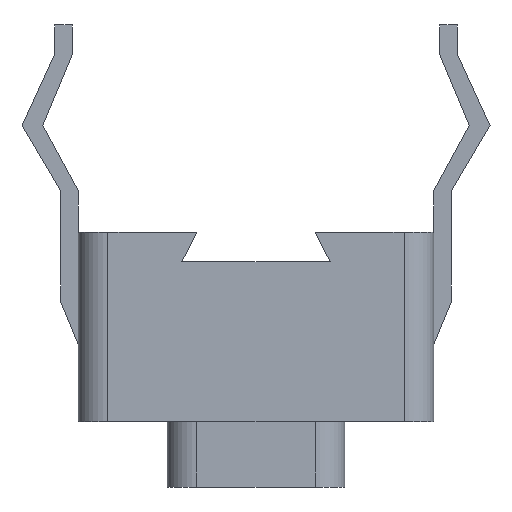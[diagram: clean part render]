
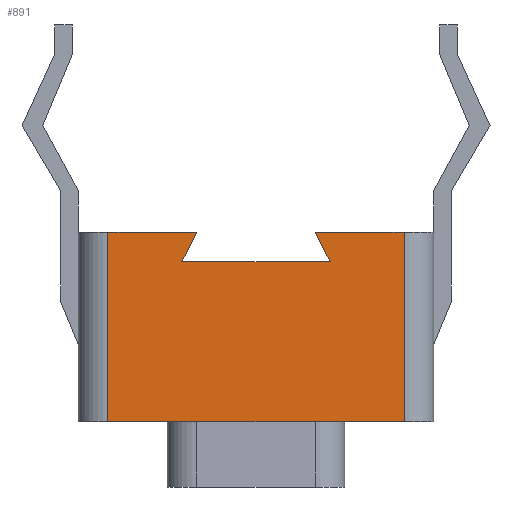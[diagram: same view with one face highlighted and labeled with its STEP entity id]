
A CAD part, front view. The second image highlights one B-rep face of the part: STEP entity #891.
In plain terms, the highlighted planar face has unit normal (0, -1, 0).
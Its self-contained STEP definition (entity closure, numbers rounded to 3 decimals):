
#28 = CARTESIAN_POINT ( 'NONE',  ( 0., -1.74, 0. ) ) ;
#41 = FACE_OUTER_BOUND ( 'NONE', #1746, .T. ) ;
#65 = CARTESIAN_POINT ( 'NONE',  ( 1.25, -1.74, 1.1 ) ) ;
#111 = VERTEX_POINT ( 'NONE', #1148 ) ;
#132 = EDGE_CURVE ( 'NONE', #670, #484, #2137, .T. ) ;
#137 = LINE ( 'NONE', #719, #535 ) ;
#224 = CARTESIAN_POINT ( 'NONE',  ( -2.5, -1.74, -1.6 ) ) ;
#293 = EDGE_CURVE ( 'NONE', #426, #484, #1911, .T. ) ;
#295 = CARTESIAN_POINT ( 'NONE',  ( -1.44, -1.74, 0.72 ) ) ;
#317 = VECTOR ( 'NONE', #743, 1000. ) ;
#328 = DIRECTION ( 'NONE',  ( 1., 0., 0. ) ) ;
#354 = ORIENTED_EDGE ( 'NONE', *, *, #738, .F. ) ;
#360 = CARTESIAN_POINT ( 'NONE',  ( 2.5, -1.74, 0. ) ) ;
#426 = VERTEX_POINT ( 'NONE', #2053 ) ;
#466 = DIRECTION ( 'NONE',  ( 0., 0., 1. ) ) ;
#484 = VERTEX_POINT ( 'NONE', #1754 ) ;
#535 = VECTOR ( 'NONE', #328, 1000. ) ;
#552 = CARTESIAN_POINT ( 'NONE',  ( 1.44, -1.74, 0.72 ) ) ;
#567 = LINE ( 'NONE', #581, #1881 ) ;
#581 = CARTESIAN_POINT ( 'NONE',  ( -2.5, -1.74, -1.6 ) ) ;
#638 = CARTESIAN_POINT ( 'NONE',  ( 0., -1.74, 1.1 ) ) ;
#670 = VERTEX_POINT ( 'NONE', #2210 ) ;
#689 = VECTOR ( 'NONE', #727, 1000. ) ;
#708 = CARTESIAN_POINT ( 'NONE',  ( -2.5, -1.74, 1.6 ) ) ;
#719 = CARTESIAN_POINT ( 'NONE',  ( 0., -1.74, -1.6 ) ) ;
#727 = DIRECTION ( 'NONE',  ( -0.447, 0., 0.894 ) ) ;
#735 = CARTESIAN_POINT ( 'NONE',  ( 0., -1.74, 1.6 ) ) ;
#738 = EDGE_CURVE ( 'NONE', #1363, #426, #1593, .T. ) ;
#743 = DIRECTION ( 'NONE',  ( 1., 0., 0. ) ) ;
#790 = LINE ( 'NONE', #295, #1710 ) ;
#822 = VECTOR ( 'NONE', #1502, 1000. ) ;
#891 = ADVANCED_FACE ( 'NONE', ( #41 ), #1367, .F. ) ;
#931 = VERTEX_POINT ( 'NONE', #708 ) ;
#1017 = ORIENTED_EDGE ( 'NONE', *, *, #1310, .T. ) ;
#1036 = LINE ( 'NONE', #638, #1916 ) ;
#1086 = ORIENTED_EDGE ( 'NONE', *, *, #132, .T. ) ;
#1139 = AXIS2_PLACEMENT_3D ( 'NONE', #28, #1538, #466 ) ;
#1148 = CARTESIAN_POINT ( 'NONE',  ( -1., -1.74, 1.6 ) ) ;
#1174 = DIRECTION ( 'NONE',  ( 1., 0., 0. ) ) ;
#1305 = EDGE_CURVE ( 'NONE', #1636, #1363, #1036, .T. ) ;
#1310 = EDGE_CURVE ( 'NONE', #1791, #670, #137, .T. ) ;
#1363 = VERTEX_POINT ( 'NONE', #65 ) ;
#1367 = PLANE ( 'NONE',  #1139 ) ;
#1395 = EDGE_CURVE ( 'NONE', #931, #111, #1630, .T. ) ;
#1417 = ORIENTED_EDGE ( 'NONE', *, *, #1305, .F. ) ;
#1430 = EDGE_CURVE ( 'NONE', #931, #1791, #567, .T. ) ;
#1434 = EDGE_CURVE ( 'NONE', #111, #1636, #790, .T. ) ;
#1438 = VECTOR ( 'NONE', #1978, 1000. ) ;
#1451 = ORIENTED_EDGE ( 'NONE', *, *, #1434, .F. ) ;
#1453 = CARTESIAN_POINT ( 'NONE',  ( 0., -1.74, 1.6 ) ) ;
#1489 = DIRECTION ( 'NONE',  ( -0.447, 0., -0.894 ) ) ;
#1502 = DIRECTION ( 'NONE',  ( 0., 0., 1. ) ) ;
#1538 = DIRECTION ( 'NONE',  ( 0., 1., 0. ) ) ;
#1593 = LINE ( 'NONE', #552, #689 ) ;
#1606 = DIRECTION ( 'NONE',  ( 0., 0., -1. ) ) ;
#1630 = LINE ( 'NONE', #735, #317 ) ;
#1636 = VERTEX_POINT ( 'NONE', #2058 ) ;
#1660 = ORIENTED_EDGE ( 'NONE', *, *, #293, .F. ) ;
#1710 = VECTOR ( 'NONE', #1489, 1000. ) ;
#1746 = EDGE_LOOP ( 'NONE', ( #1762, #2042, #1017, #1086, #1660, #354, #1417, #1451 ) ) ;
#1754 = CARTESIAN_POINT ( 'NONE',  ( 2.5, -1.74, 1.6 ) ) ;
#1762 = ORIENTED_EDGE ( 'NONE', *, *, #1395, .F. ) ;
#1791 = VERTEX_POINT ( 'NONE', #224 ) ;
#1881 = VECTOR ( 'NONE', #1606, 1000. ) ;
#1911 = LINE ( 'NONE', #1453, #1438 ) ;
#1916 = VECTOR ( 'NONE', #1174, 1000. ) ;
#1978 = DIRECTION ( 'NONE',  ( 1., 0., 0. ) ) ;
#2042 = ORIENTED_EDGE ( 'NONE', *, *, #1430, .T. ) ;
#2053 = CARTESIAN_POINT ( 'NONE',  ( 1., -1.74, 1.6 ) ) ;
#2058 = CARTESIAN_POINT ( 'NONE',  ( -1.25, -1.74, 1.1 ) ) ;
#2137 = LINE ( 'NONE', #360, #822 ) ;
#2210 = CARTESIAN_POINT ( 'NONE',  ( 2.5, -1.74, -1.6 ) ) ;
